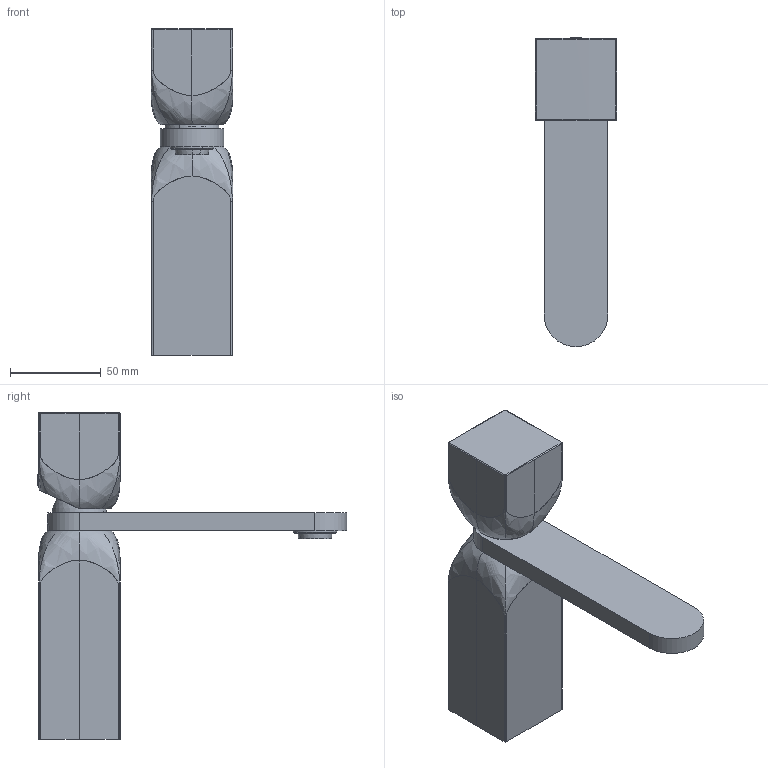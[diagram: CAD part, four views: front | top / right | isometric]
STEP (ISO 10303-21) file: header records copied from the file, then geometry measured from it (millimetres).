
FILE_DESCRIPTION(('CATIA V5 STEP Exchange','CAx-IF Rec.Pracs.--- Model Styling and Organization---1.5--- 2016-08-15','CAx-IF Rec.Pracs.---Supplemental Geometry---1.0---2011-11-01','CAx-IF Rec.Pracs.--- Composite Materials ---3.4---2017-06-13','CAx-IF Rec.Pracs.---Tessellated 3D Geometry---1.0---2015-12-17'),'2;1');
FILE_NAME('RI000510.stp','2023-01-27T07:11:53+00:00',('none'),('none'),'CATIA Version 5-6 Release 2020 SP2','CATIA V5 STEP AP242 v2','none');
FILE_SCHEMA(('AP242_MANAGED_MODEL_BASED_3D_ENGINEERING_MIM_LF {1 0 10303 442 1 1 4}'));
Length unit declared in the file: millimetre
Products named in the file (1): RI000494
Bounding box: 45.02 x 170.7 x 180.3 mm (x, y, z)
Volume: 4933.2 mm3; surface area: 48267.1 mm2
Topology: 4 solids, 84 shells, 207 faces, 752 edges, 641 vertices
Faces by surface type: plane 67, cylinder 49, bspline 35, cone 24, extrusion 16, torus 8, sphere 4, revolution 4
Entity records: 23503 total; most frequent: CARTESIAN_POINT 17878, ORIENTED_EDGE 1076, EDGE_CURVE 750, DIRECTION 688, VERTEX_POINT 641, AXIS2_PLACEMENT_3D 323, B_SPLINE_CURVE_WITH_KNOTS 296, VECTOR 265
